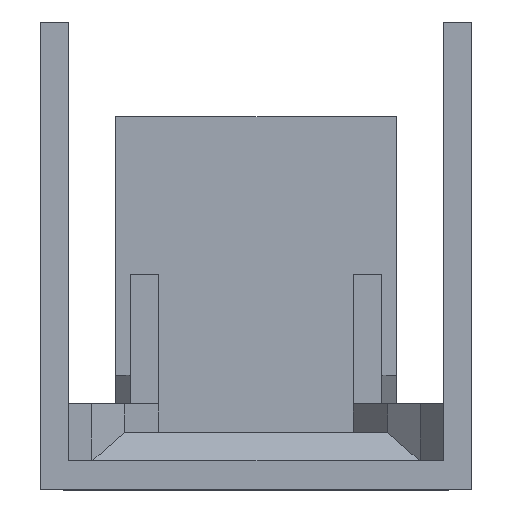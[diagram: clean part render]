
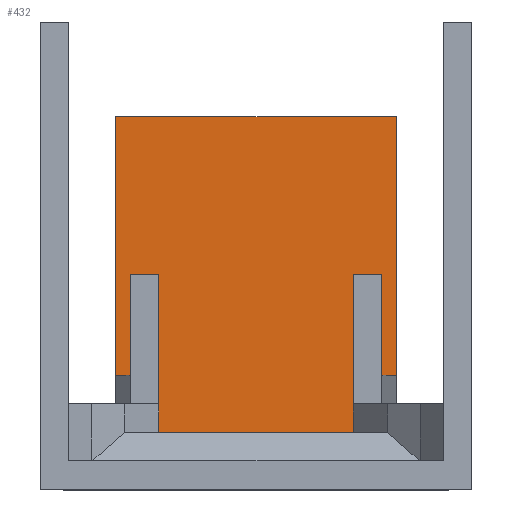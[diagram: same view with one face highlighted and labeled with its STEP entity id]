
A CAD part, top view. The second image highlights one B-rep face of the part: STEP entity #432.
In plain terms, the highlighted planar face has unit normal (0, 0, 1).
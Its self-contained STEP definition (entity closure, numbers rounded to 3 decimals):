
#274 = EDGE_CURVE ( 'NONE', #308, #275, #1169, .T. ) ;
#275 = VERTEX_POINT ( 'NONE', #1125 ) ;
#308 = VERTEX_POINT ( 'NONE', #1147 ) ;
#403 = EDGE_CURVE ( 'NONE', #275, #496, #1484, .T. ) ;
#427 = VERTEX_POINT ( 'NONE', #1238 ) ;
#429 = EDGE_CURVE ( 'NONE', #427, #308, #1237, .T. ) ;
#432 = ADVANCED_FACE ( 'NONE', ( #1233 ), #1231, .F. ) ;
#433 = EDGE_LOOP ( 'NONE', ( #604, #605, #607, #435, #437, #517, #519, #520 ) ) ;
#435 = ORIENTED_EDGE ( 'NONE', *, *, #436, .T. ) ;
#436 = EDGE_CURVE ( 'NONE', #609, #610, #1232, .T. ) ;
#437 = ORIENTED_EDGE ( 'NONE', *, *, #487, .T. ) ;
#472 = VERTEX_POINT ( 'NONE', #1430 ) ;
#487 = EDGE_CURVE ( 'NONE', #610, #472, #1416, .T. ) ;
#496 = VERTEX_POINT ( 'NONE', #1328 ) ;
#500 = VERTEX_POINT ( 'NONE', #1323 ) ;
#517 = ORIENTED_EDGE ( 'NONE', *, *, #518, .T. ) ;
#518 = EDGE_CURVE ( 'NONE', #472, #496, #1302, .T. ) ;
#519 = ORIENTED_EDGE ( 'NONE', *, *, #403, .F. ) ;
#520 = ORIENTED_EDGE ( 'NONE', *, *, #274, .F. ) ;
#604 = ORIENTED_EDGE ( 'NONE', *, *, #429, .F. ) ;
#605 = ORIENTED_EDGE ( 'NONE', *, *, #606, .T. ) ;
#606 = EDGE_CURVE ( 'NONE', #427, #500, #1536, .T. ) ;
#607 = ORIENTED_EDGE ( 'NONE', *, *, #608, .F. ) ;
#608 = EDGE_CURVE ( 'NONE', #609, #500, #1532, .T. ) ;
#609 = VERTEX_POINT ( 'NONE', #1528 ) ;
#610 = VERTEX_POINT ( 'NONE', #1527 ) ;
#1125 = CARTESIAN_POINT ( 'NONE',  ( -0.775, 0.4, -4.1 ) ) ;
#1147 = CARTESIAN_POINT ( 'NONE',  ( 0.775, 0.4, -4.1 ) ) ;
#1166 = DIRECTION ( 'NONE',  ( -1., 0., 0. ) ) ;
#1167 = VECTOR ( 'NONE', #1166, 1000. ) ;
#1168 = CARTESIAN_POINT ( 'NONE',  ( 0.775, 0.4, -4.1 ) ) ;
#1169 = LINE ( 'NONE', #1168, #1167 ) ;
#1227 = DIRECTION ( 'NONE',  ( -1., 0., 0. ) ) ;
#1228 = DIRECTION ( 'NONE',  ( 0., 0., -1. ) ) ;
#1229 = CARTESIAN_POINT ( 'NONE',  ( 0.975, 0.2, -4.1 ) ) ;
#1230 = AXIS2_PLACEMENT_3D ( 'NONE', #1229, #1228, #1227 ) ;
#1231 = PLANE ( 'NONE',  #1230 ) ;
#1232 = LINE ( 'NONE', #1460, #1459 ) ;
#1233 = FACE_OUTER_BOUND ( 'NONE', #433, .T. ) ;
#1234 = DIRECTION ( 'NONE',  ( 0., -1., 0. ) ) ;
#1235 = VECTOR ( 'NONE', #1234, 1000. ) ;
#1236 = CARTESIAN_POINT ( 'NONE',  ( 0.775, 2.6, -4.1 ) ) ;
#1237 = LINE ( 'NONE', #1236, #1235 ) ;
#1238 = CARTESIAN_POINT ( 'NONE',  ( 0.775, 0.8, -4.1 ) ) ;
#1299 = DIRECTION ( 'NONE',  ( 1., 0., 0. ) ) ;
#1300 = VECTOR ( 'NONE', #1299, 1000. ) ;
#1301 = CARTESIAN_POINT ( 'NONE',  ( -5., 0.8, -4.1 ) ) ;
#1302 = LINE ( 'NONE', #1301, #1300 ) ;
#1323 = CARTESIAN_POINT ( 'NONE',  ( 0.975, 0.8, -4.1 ) ) ;
#1328 = CARTESIAN_POINT ( 'NONE',  ( -0.775, 0.8, -4.1 ) ) ;
#1413 = DIRECTION ( 'NONE',  ( 0., -1., 0. ) ) ;
#1414 = VECTOR ( 'NONE', #1413, 1000. ) ;
#1415 = CARTESIAN_POINT ( 'NONE',  ( -0.975, 0.2, -4.1 ) ) ;
#1416 = LINE ( 'NONE', #1415, #1414 ) ;
#1430 = CARTESIAN_POINT ( 'NONE',  ( -0.975, 0.8, -4.1 ) ) ;
#1458 = DIRECTION ( 'NONE',  ( -1., 0., 0. ) ) ;
#1459 = VECTOR ( 'NONE', #1458, 1000. ) ;
#1460 = CARTESIAN_POINT ( 'NONE',  ( 0.975, 2.6, -4.1 ) ) ;
#1481 = DIRECTION ( 'NONE',  ( 0., 1., 0. ) ) ;
#1482 = VECTOR ( 'NONE', #1481, 1000. ) ;
#1483 = CARTESIAN_POINT ( 'NONE',  ( -0.775, 2.6, -4.1 ) ) ;
#1484 = LINE ( 'NONE', #1483, #1482 ) ;
#1527 = CARTESIAN_POINT ( 'NONE',  ( -0.975, 2.6, -4.1 ) ) ;
#1528 = CARTESIAN_POINT ( 'NONE',  ( 0.975, 2.6, -4.1 ) ) ;
#1529 = DIRECTION ( 'NONE',  ( 0., -1., 0. ) ) ;
#1530 = VECTOR ( 'NONE', #1529, 1000. ) ;
#1531 = CARTESIAN_POINT ( 'NONE',  ( 0.975, 2.6, -4.1 ) ) ;
#1532 = LINE ( 'NONE', #1531, #1530 ) ;
#1533 = DIRECTION ( 'NONE',  ( 1., 0., 0. ) ) ;
#1534 = VECTOR ( 'NONE', #1533, 1000. ) ;
#1535 = CARTESIAN_POINT ( 'NONE',  ( -5., 0.8, -4.1 ) ) ;
#1536 = LINE ( 'NONE', #1535, #1534 ) ;
